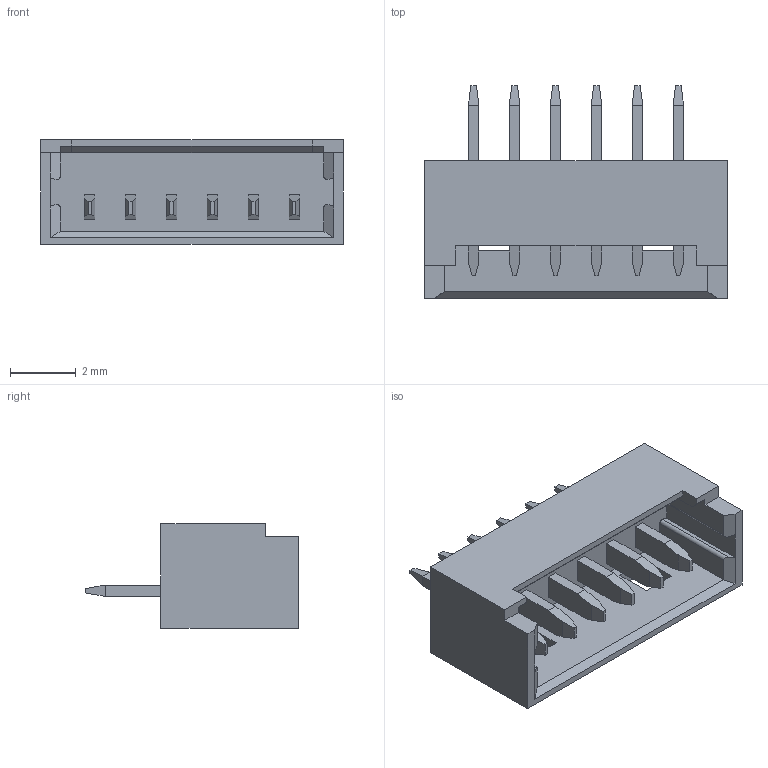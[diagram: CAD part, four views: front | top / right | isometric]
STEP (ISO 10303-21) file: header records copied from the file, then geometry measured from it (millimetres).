
FILE_DESCRIPTION(/* description */ ('','CAx-IF Rec.Pracs.---Representation and Presentation of Product Manufacturing Information (PMI)---4.0---2014-10-13'),/* implementation_level */ '2;1');
FILE_NAME(/* name */ '530470660.step',/* time_stamp */ '2025-01-06T23:49:53-07:00',/* author */ (''),/* organization */ (''),/* preprocessor_version */ 'ST-DEVELOPER v20',/* originating_system */ 'Autodesk Translation Framework v13.20.0.188',/* authorisation */ '');
FILE_SCHEMA (('AP242_MANAGED_MODEL_BASED_3D_ENGINEERING_MIM_LF { 1 0 10303 442 1 1 4 }'));
Length unit declared in the file: millimetre
Products named in the file (2): 530470660; 530470660wbm000_01
Assembly tree (1 placements, depth 2):
  530470660
    530470660wbm000_01
Bounding box: 9.25 x 6.5 x 3.2 mm (x, y, z)
Volume: 63.2 mm3; surface area: 242.2 mm2
Topology: 1 solids, 1 shells, 154 faces, 390 edges, 250 vertices
Faces by surface type: plane 150, cylinder 4
Entity records: 4570 total; most frequent: CARTESIAN_POINT 797, ORIENTED_EDGE 780, DIRECTION 712, EDGE_CURVE 390, LINE 382, VECTOR 382, VERTEX_POINT 250, EDGE_LOOP 170
